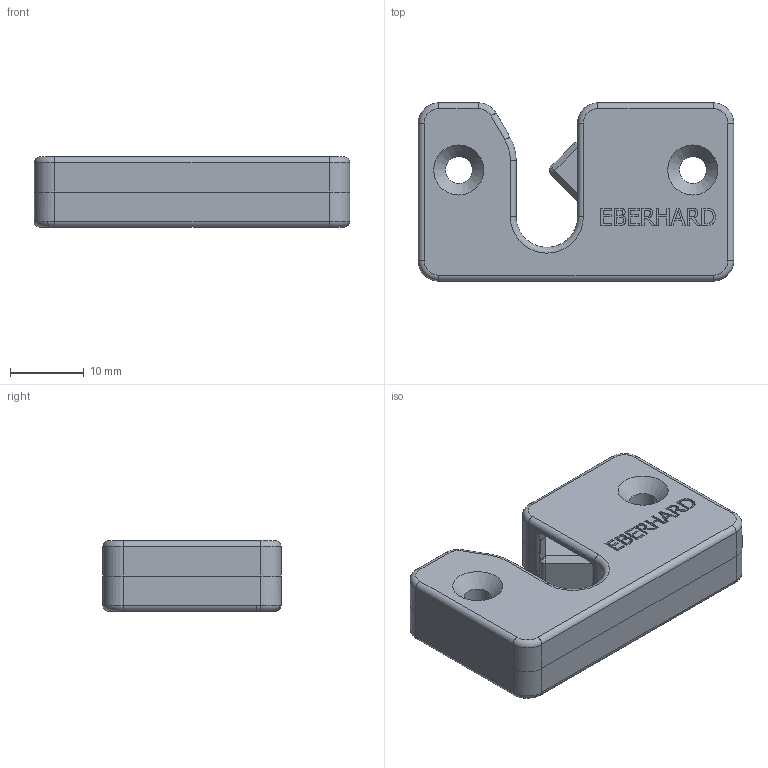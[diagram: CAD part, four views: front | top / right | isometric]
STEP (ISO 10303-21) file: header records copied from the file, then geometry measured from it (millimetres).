
FILE_DESCRIPTION((''),'2;1');
FILE_NAME('561.stp','2013-02-01T10:37:13',('fredp'),(''),'Autodesk Inventor 2013','Autodesk Inventor 2013','');
FILE_SCHEMA(('AUTOMOTIVE_DESIGN { 1 0 10303 214 1 1 1 1 }'));
Length unit declared in the file: inch
Products named in the file (1): 561
Bounding box: 42.88 x 24.21 x 9.55 mm (x, y, z)
Volume: 7439.9 mm3; surface area: 6118.8 mm2
Topology: 3 solids, 3 shells, 491 faces, 1256 edges, 790 vertices
Faces by surface type: plane 260, cylinder 94, bspline 72, torus 39, cone 26
Full cylindrical faces by diameter (mm): 2.337 x5, 2.464 x5, 3.683 x4, 4.775 x1
Entity records: 15514 total; most frequent: CARTESIAN_POINT 3616, ORIENTED_EDGE 2422, DIRECTION 2136, EDGE_CURVE 1211, VECTOR 812, LINE 812, VERTEX_POINT 784, AXIS2_PLACEMENT_3D 662
